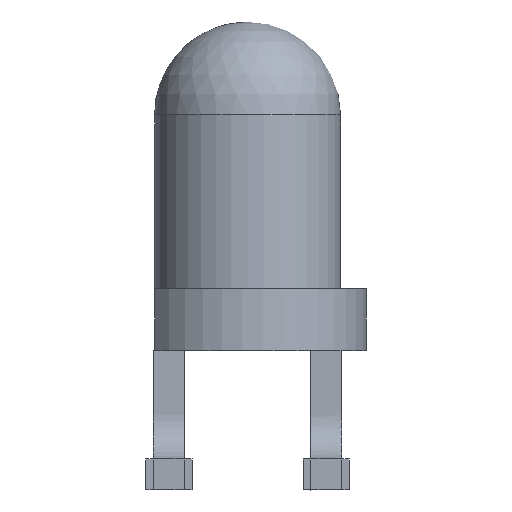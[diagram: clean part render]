
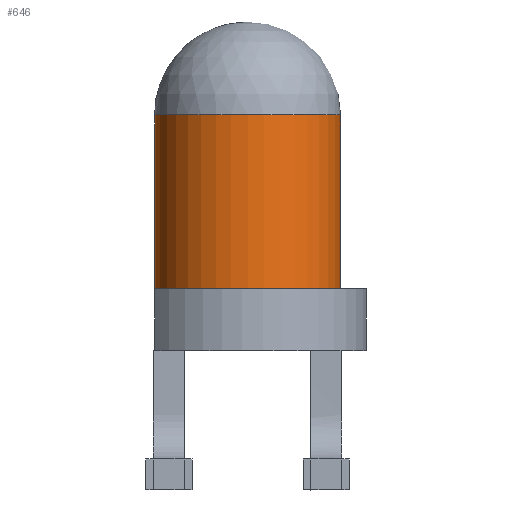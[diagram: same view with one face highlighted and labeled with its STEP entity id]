
A CAD part, front view. The second image highlights one B-rep face of the part: STEP entity #646.
In plain terms, the highlighted cylindrical face has radius 1.5 mm (diameter 3 mm), a full revolution.
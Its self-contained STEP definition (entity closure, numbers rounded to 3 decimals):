
#39=CYLINDRICAL_SURFACE('',#707,1.5);
#55=LINE('',#946,#137);
#137=VECTOR('',#780,1.5);
#236=FACE_OUTER_BOUND('',#270,.T.);
#270=EDGE_LOOP('',(#495,#496,#497,#498,#499));
#298=CIRCLE('',#697,1.5);
#299=CIRCLE('',#698,1.5);
#303=CIRCLE('',#706,1.5);
#304=VERTEX_POINT('',#905);
#305=VERTEX_POINT('',#906);
#318=VERTEX_POINT('',#936);
#370=EDGE_CURVE('',#304,#305,#298,.T.);
#371=EDGE_CURVE('',#305,#304,#299,.T.);
#389=EDGE_CURVE('',#318,#318,#303,.T.);
#390=EDGE_CURVE('',#318,#305,#55,.T.);
#495=ORIENTED_EDGE('',*,*,#389,.F.);
#496=ORIENTED_EDGE('',*,*,#390,.T.);
#497=ORIENTED_EDGE('',*,*,#371,.T.);
#498=ORIENTED_EDGE('',*,*,#370,.T.);
#499=ORIENTED_EDGE('',*,*,#390,.F.);
#646=ADVANCED_FACE('',(#236),#39,.T.);
#697=AXIS2_PLACEMENT_3D('',#907,#744,#745);
#698=AXIS2_PLACEMENT_3D('',#908,#746,#747);
#706=AXIS2_PLACEMENT_3D('',#944,#776,#777);
#707=AXIS2_PLACEMENT_3D('',#945,#778,#779);
#744=DIRECTION('center_axis',(0.,-1.,0.));
#745=DIRECTION('ref_axis',(-0.814,0.,0.581));
#746=DIRECTION('center_axis',(0.,-1.,0.));
#747=DIRECTION('ref_axis',(-0.814,0.,0.581));
#776=DIRECTION('center_axis',(0.,-1.,0.));
#777=DIRECTION('ref_axis',(-1.,0.,0.));
#778=DIRECTION('center_axis',(0.,-1.,0.));
#779=DIRECTION('ref_axis',(-1.,0.,0.));
#780=DIRECTION('',(0.,1.,0.));
#905=CARTESIAN_POINT('',(-1.527,3.872,1.861));
#906=CARTESIAN_POINT('',(1.473,3.872,1.861));
#907=CARTESIAN_POINT('Origin',(-0.027,3.872,1.861));
#908=CARTESIAN_POINT('Origin',(-0.027,3.872,1.861));
#936=CARTESIAN_POINT('',(1.473,1.072,1.861));
#944=CARTESIAN_POINT('Origin',(-0.027,1.072,1.861));
#945=CARTESIAN_POINT('Origin',(-0.027,2.472,1.861));
#946=CARTESIAN_POINT('',(1.473,2.472,1.861));
